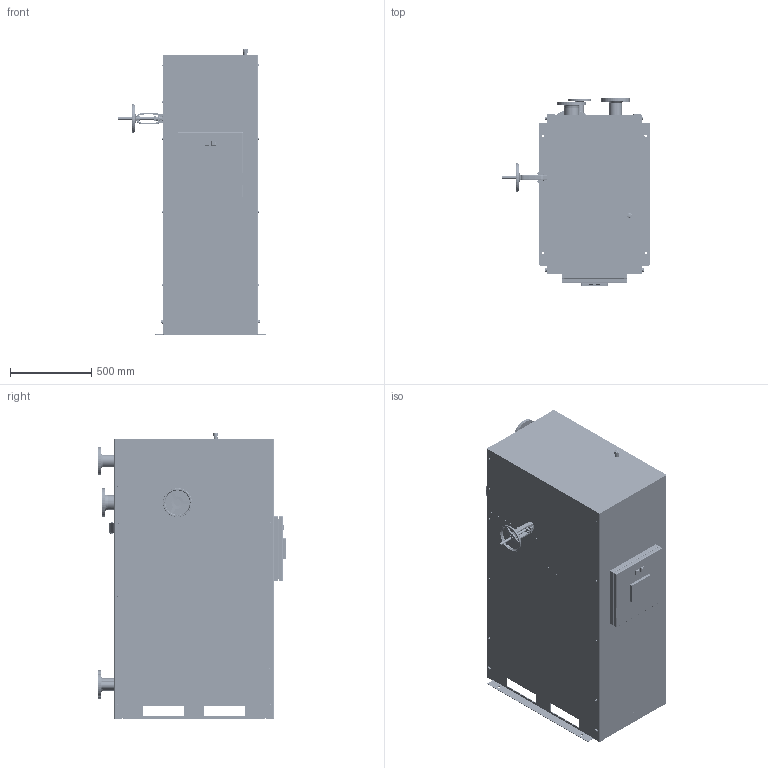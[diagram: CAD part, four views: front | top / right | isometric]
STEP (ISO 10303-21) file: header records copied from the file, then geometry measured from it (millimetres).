
FILE_DESCRIPTION(/* description */ (''),/* implementation_level */ '2;1');
FILE_NAME(/* name */ 'SQ10-AS-M2 外観モデル.stp',/* time_stamp */ '2025-01-16T10:29:41+09:00',/* author */ ('shibuya'),/* organization */ (''),/* preprocessor_version */ 'ST-DEVELOPER v18.1',/* originating_system */ 'Autodesk Inventor 2022',/* authorisation */ '');
FILE_SCHEMA (('AUTOMOTIVE_DESIGN { 1 0 10303 214 3 1 1 }'));
Products named in the file (1): SQ10-AS-M2 外観モデル
Bounding box: 905.2 x 1150.77 x 1755.76 mm (x, y, z)
Volume: 928070540.6 mm3; surface area: 8893279.7 mm2
Topology: 1 solids, 1 shells, 10317 faces, 28436 edges, 18085 vertices
Faces by surface type: plane 6195, cylinder 2343, bspline 726, cone 713, torus 235, sphere 105
Full cylindrical faces by diameter (mm): 0.434 x1, 0.5 x12, 0.635 x9, 1.4 x3, 1.5 x4, 2 x1, 2.5 x4, 2.8 x3, 2.845 x2, 3.099 x4, 3.25 x2, 3.5 x11, 3.708 x2, 4 x2, 4.8 x6, 4.917 x23, 5 x9, 5.5 x4, 5.677 x2, 6 x10, 7.8 x4, 10 x1, 10.106 x10, 11.5 x17, 12 x9, 12.2 x6, 12.8 x8, 13 x19, 14 x1, 15 x4
Entity records: 442375 total; most frequent: CARTESIAN_POINT 171776, ORIENTED_EDGE 56794, DIRECTION 51691, EDGE_CURVE 28397, LINE 18491, VECTOR 18491, VERTEX_POINT 18085, AXIS2_PLACEMENT_3D 16600
